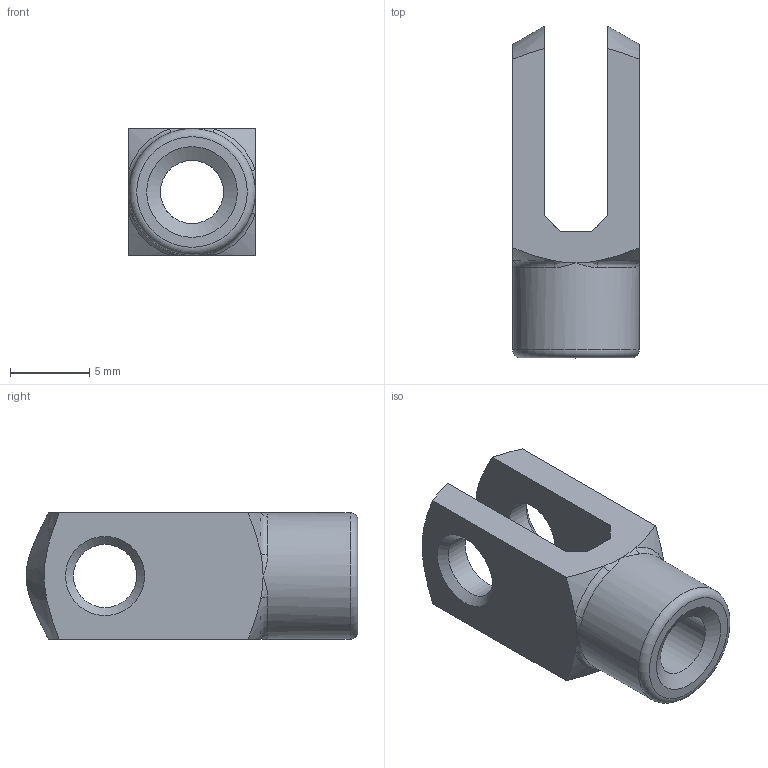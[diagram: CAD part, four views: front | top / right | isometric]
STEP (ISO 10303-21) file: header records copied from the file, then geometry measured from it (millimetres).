
FILE_DESCRIPTION (( 'STEP AP214' ), '1' );
FILE_NAME ('76.01.02.0001.step', '2021-04-02T18:09:45', ( '' ), ( '' ), 'SwSTEP 2.0', 'SolidWorks 2021', '' );
FILE_SCHEMA (( 'AUTOMOTIVE_DESIGN' ));
Length unit declared in the file: millimetre
Products named in the file (1): 76.01.02.0001
Bounding box: 8 x 21 x 8 mm (x, y, z)
Volume: 656.9 mm3; surface area: 866.2 mm2
Topology: 1 solids, 1 shells, 39 faces, 103 edges, 57 vertices
Faces by surface type: plane 13, cone 9, bspline 8, torus 5, cylinder 4
Full cylindrical faces by diameter (mm): 4 x3, 8 x1
Entity records: 1342 total; most frequent: CARTESIAN_POINT 510, ORIENTED_EDGE 172, DIRECTION 142, EDGE_CURVE 86, AXIS2_PLACEMENT_3D 60, VERTEX_POINT 56, EDGE_LOOP 52, FACE_OUTER_BOUND 44
